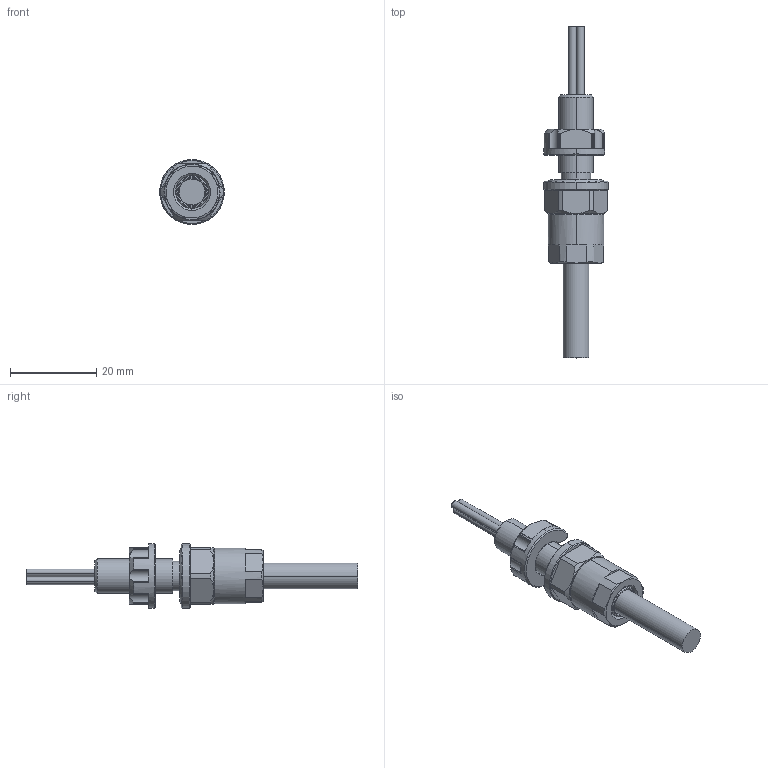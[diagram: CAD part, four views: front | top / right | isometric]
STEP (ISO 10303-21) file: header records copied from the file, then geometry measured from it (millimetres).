
FILE_DESCRIPTION (( 'STEP AP203' ), '1' );
FILE_NAME ('M8跡擘芛俋夤.STEP', '2025-02-19T09:35:11', ( '' ), ( '' ), 'SwSTEP 2.0', 'SolidWorks 2022', '' );
FILE_SCHEMA (( 'CONFIG_CONTROL_DESIGN' ));
Length unit declared in the file: millimetre
Products named in the file (1): M8跡擘芛俋夤
Bounding box: 15 x 77 x 15 mm (x, y, z)
Volume: 4891.2 mm3; surface area: 2992.8 mm2
Topology: 2 solids, 2 shells, 161 faces, 384 edges, 239 vertices
Faces by surface type: cylinder 59, plane 49, cone 47, torus 6
Entity records: 4967 total; most frequent: CARTESIAN_POINT 1123, DIRECTION 832, ORIENTED_EDGE 768, EDGE_CURVE 384, AXIS2_PLACEMENT_3D 346, VERTEX_POINT 239, CIRCLE 184, EDGE_LOOP 173
